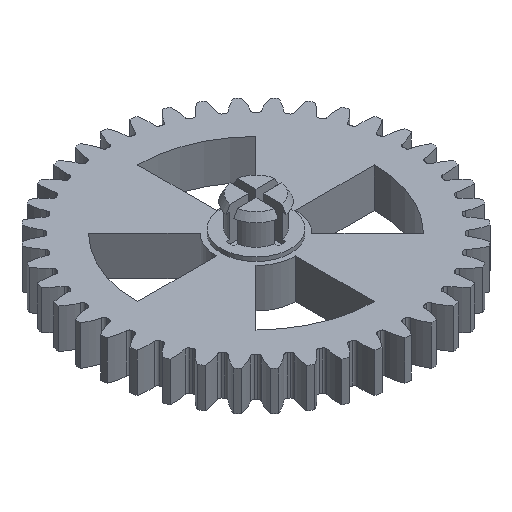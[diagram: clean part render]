
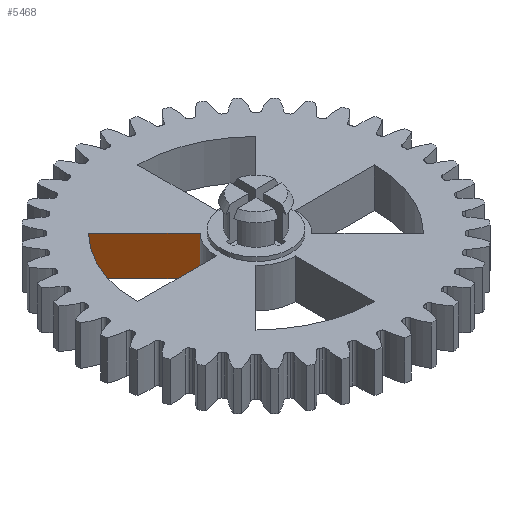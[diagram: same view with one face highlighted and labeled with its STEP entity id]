
A CAD part, isometric view. The second image highlights one B-rep face of the part: STEP entity #5468.
In plain terms, the highlighted planar face has unit normal (-0.707, -0.707, 0).
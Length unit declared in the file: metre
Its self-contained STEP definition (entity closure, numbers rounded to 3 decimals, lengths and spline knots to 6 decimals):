
#382=LINE('',#8067,#706);
#390=LINE('',#10622,#714);
#553=LINE('',#14067,#877);
#554=LINE('',#14069,#878);
#706=VECTOR('',#6521,1.);
#714=VECTOR('',#6789,1.);
#877=VECTOR('',#7436,1.);
#878=VECTOR('',#7439,1.);
#927=PLANE('',#6046);
#2850=ORIENTED_EDGE('',*,*,#3458,.T.);
#2851=ORIENTED_EDGE('',*,*,#3822,.T.);
#2852=ORIENTED_EDGE('',*,*,#3241,.F.);
#2853=ORIENTED_EDGE('',*,*,#3821,.F.);
#3241=EDGE_CURVE('',#4084,#4085,#382,.T.);
#3458=EDGE_CURVE('',#4258,#4261,#390,.T.);
#3821=EDGE_CURVE('',#4258,#4084,#553,.T.);
#3822=EDGE_CURVE('',#4261,#4085,#554,.T.);
#4084=VERTEX_POINT('',#8066);
#4085=VERTEX_POINT('',#8068);
#4258=VERTEX_POINT('',#10616);
#4261=VERTEX_POINT('',#10621);
#4874=EDGE_LOOP('',(#2850,#2851,#2852,#2853));
#5174=FACE_BOUND('',#4874,.T.);
#5468=ADVANCED_FACE('',(#5174),#927,.T.);
#6046=AXIS2_PLACEMENT_3D('',#14068,#7437,#7438);
#6521=DIRECTION('',(0.707,-0.707,0.));
#6789=DIRECTION('',(0.707,-0.707,0.));
#7436=DIRECTION('',(0.,0.,1.));
#7437=DIRECTION('',(-0.707,-0.707,0.));
#7438=DIRECTION('',(0.707,-0.707,0.));
#7439=DIRECTION('',(0.,0.,1.));
#8066=CARTESIAN_POINT('',(0.031462,0.010607,-0.003));
#8067=CARTESIAN_POINT('',(0.034998,0.007071,-0.003));
#8068=CARTESIAN_POINT('',(0.038533,0.003536,-0.003));
#10616=CARTESIAN_POINT('',(0.031462,0.010607,-0.008));
#10621=CARTESIAN_POINT('',(0.038533,0.003536,-0.008));
#10622=CARTESIAN_POINT('',(0.042069,0.,-0.008));
#14067=CARTESIAN_POINT('',(0.031462,0.010607,-0.028));
#14068=CARTESIAN_POINT('',(0.034998,0.007071,-0.028));
#14069=CARTESIAN_POINT('',(0.038533,0.003536,-0.028));
